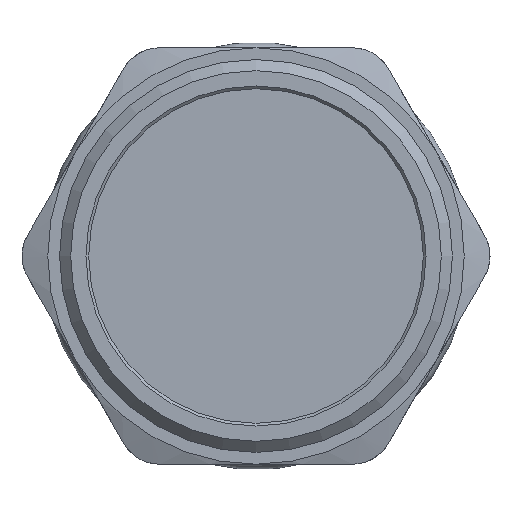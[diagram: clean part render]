
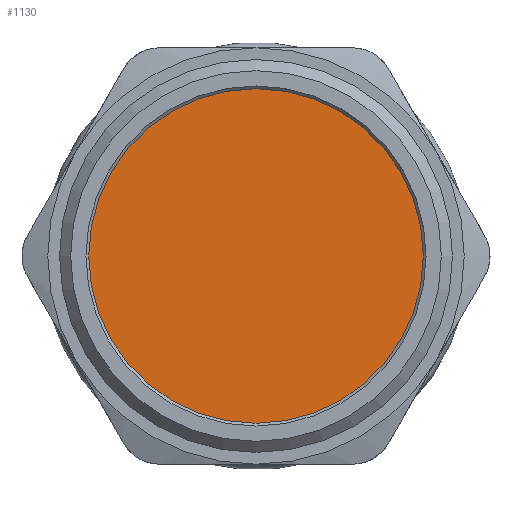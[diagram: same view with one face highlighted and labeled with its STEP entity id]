
A CAD part, front view. The second image highlights one B-rep face of the part: STEP entity #1130.
In plain terms, the highlighted planar face has unit normal (0, -1, 0).
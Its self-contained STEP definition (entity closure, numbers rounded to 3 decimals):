
#307=FACE_OUTER_BOUND('',#376,.T.);
#376=EDGE_LOOP('',(#771));
#452=CIRCLE('',#1223,12.05);
#499=VERTEX_POINT('',#1631);
#605=EDGE_CURVE('',#499,#499,#452,.T.);
#771=ORIENTED_EDGE('',*,*,#605,.F.);
#1103=PLANE('',#1222);
#1130=ADVANCED_FACE('',(#307),#1103,.F.);
#1222=AXIS2_PLACEMENT_3D('',#1630,#1340,#1341);
#1223=AXIS2_PLACEMENT_3D('',#1632,#1342,#1343);
#1340=DIRECTION('center_axis',(0.,1.,0.));
#1341=DIRECTION('ref_axis',(0.,0.,1.));
#1342=DIRECTION('center_axis',(0.,1.,0.));
#1343=DIRECTION('ref_axis',(1.,0.,0.));
#1630=CARTESIAN_POINT('Origin',(-2.417,-12.05,0.));
#1631=CARTESIAN_POINT('',(-14.467,-12.05,0.));
#1632=CARTESIAN_POINT('Origin',(-2.417,-12.05,0.));
